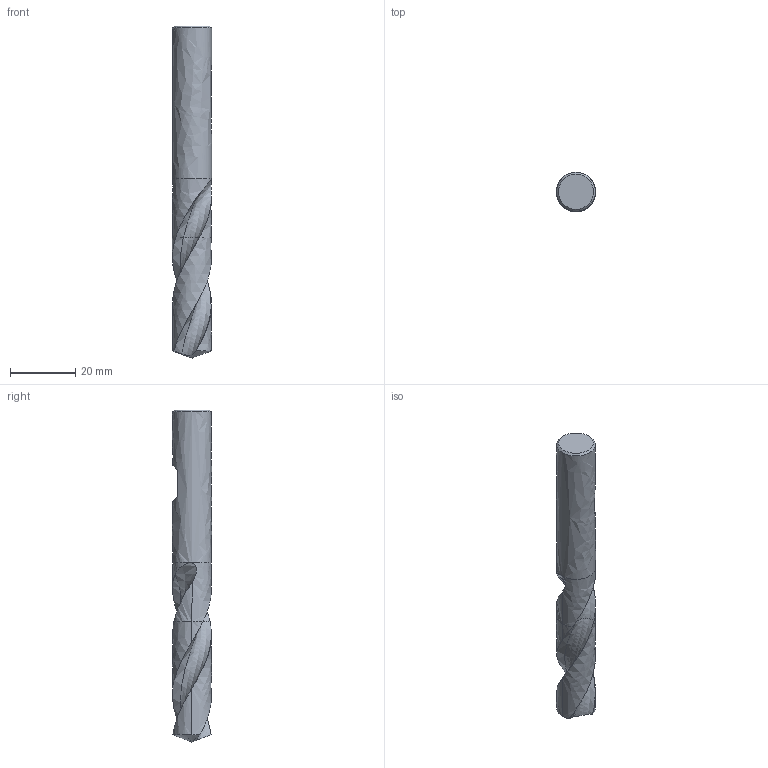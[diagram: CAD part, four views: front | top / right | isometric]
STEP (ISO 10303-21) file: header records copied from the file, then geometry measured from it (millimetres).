
FILE_DESCRIPTION(('STEP'), '1');
FILE_NAME('1115030120.stp', '2021-09-29T14:00:45', ('TDM Systems GmbH'), ('TDM Systems GmbH'), 'HarmonyWare STEP v2.1.2-dev Express v3.0.0.0', 'TDM', 'Unknown');
FILE_SCHEMA(('AUTOMOTIVE_DESIGN'));
Length unit declared in the file: millimetre
Products named in the file (1): NONE
Bounding box: 12 x 12 x 102 mm (x, y, z)
Volume: 9351.4 mm3; surface area: 4279.2 mm2
Topology: 2 solids, 2 shells, 29 faces, 80 edges, 60 vertices
Faces by surface type: bspline 23, plane 6
Entity records: 4073 total; most frequent: CARTESIAN_POINT 3439, ORIENTED_EDGE 150, EDGE_CURVE 75, DIRECTION 67, VERTEX_POINT 51, B_SPLINE_CURVE_WITH_KNOTS 40, EDGE_LOOP 30, ADVANCED_FACE 29
